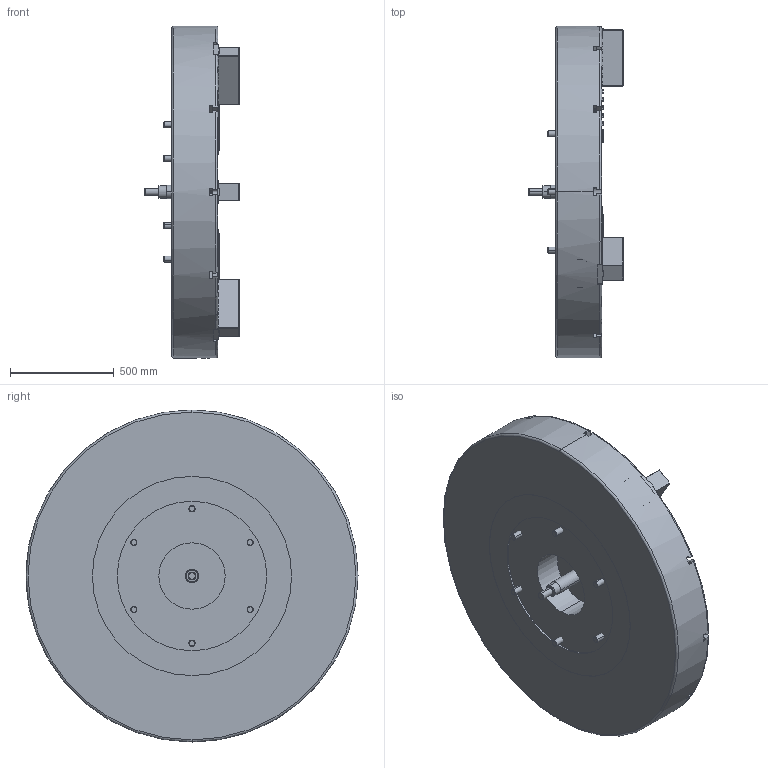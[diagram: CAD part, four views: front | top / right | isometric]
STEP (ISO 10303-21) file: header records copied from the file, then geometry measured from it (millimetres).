
FILE_DESCRIPTION (( 'STEP AP203' ), '1' );
FILE_NAME ('CF-3V-63.STEP', '2018-05-29T00:10:46', ( '' ), ( '' ), 'SwSTEP 2.0', 'SolidWorks 2016', '' );
FILE_SCHEMA (( 'CONFIG_CONTROL_DESIGN' ));
Length unit declared in the file: millimetre
Products named in the file (15): CF-3V-63防塵壓版; 圓頭內六角螺栓_M16x35; 圓頭內六角螺栓_M24x190; CF-3V-63本體; CF-3V-63-25000_3V-50-25000; CF-3V-63-05調整主爪; CF-3V-63-壓環連接管; CF-3V-63-18000生爪; 圓頭內六角螺栓_M24x60; CF-3V-63防塵蓋; 圓頭內六角螺栓_M12x16; 圓頭內六角螺栓; CF-3V-63; CF-3V-63-03000; CF-3V-63導螺桿
Assembly tree (42 placements, depth 2):
  CF-3V-63
    CF-3V-63本體
    CF-3V-63-05調整主爪  x3
    CF-3V-63-18000生爪  x3
    CF-3V-63導螺桿  x3
    CF-3V-63防塵壓版  x3
    CF-3V-63防塵蓋
    圓頭內六角螺栓_M24x60  x9
    圓頭內六角螺栓_M16x35  x6
    圓頭內六角螺栓_M12x16  x3
    圓頭內六角螺栓_M24x190  x6
    CF-3V-63-03000
    CF-3V-63-25000_3V-50-25000
    圓頭內六角螺栓
    CF-3V-63-壓環連接管
Bounding box: 454.73 x 1600 x 1600 mm (x, y, z)
Volume: 452535848.5 mm3; surface area: 8538334.4 mm2
Topology: 42 solids, 42 shells, 1979 faces, 4869 edges, 3027 vertices
Faces by surface type: plane 1163, cylinder 506, cone 228, torus 64, bspline 18
Entity records: 28823 total; most frequent: CARTESIAN_POINT 5353, DIRECTION 4654, ORIENTED_EDGE 4206, EDGE_CURVE 2103, AXIS2_PLACEMENT_3D 1702, VERTEX_POINT 1355, LINE 1250, VECTOR 1250
